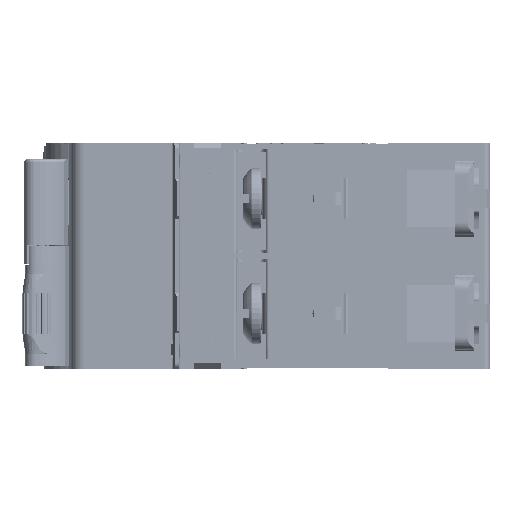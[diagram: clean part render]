
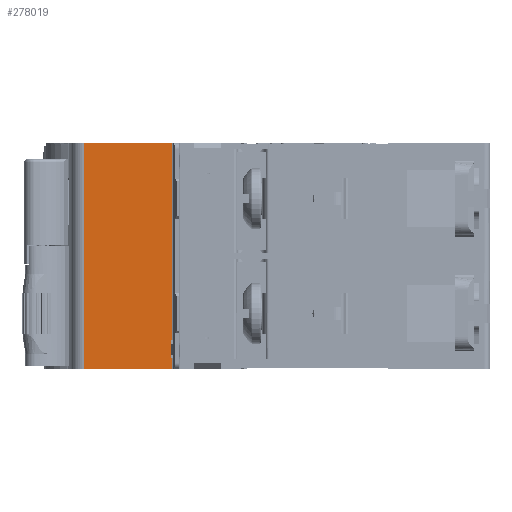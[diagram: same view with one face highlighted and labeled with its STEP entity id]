
A CAD part, left-side view. The second image highlights one B-rep face of the part: STEP entity #278019.
In plain terms, the highlighted planar face has unit normal (-1, 0, 0).
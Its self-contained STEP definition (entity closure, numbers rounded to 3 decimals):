
#4997 = CARTESIAN_POINT ( 'NONE',  ( 3.308, 52.809, -6.226 ) ) ;
#10119 = VERTEX_POINT ( 'NONE', #4997 ) ;
#15486 = DIRECTION ( 'NONE',  ( 0., 1., 0. ) ) ;
#17509 = DIRECTION ( 'NONE',  ( -1., 0., 0. ) ) ;
#18050 = ORIENTED_EDGE ( 'NONE', *, *, #139879, .F. ) ;
#20571 = LINE ( 'NONE', #301489, #294213 ) ;
#23830 = DIRECTION ( 'NONE',  ( 0., -1., 0. ) ) ;
#24908 = DIRECTION ( 'NONE',  ( 0., 0., -1. ) ) ;
#42301 = FACE_OUTER_BOUND ( 'NONE', #201639, .T. ) ;
#44327 = CARTESIAN_POINT ( 'NONE',  ( 3.308, 66.667, 29.374 ) ) ;
#72912 = CARTESIAN_POINT ( 'NONE',  ( 3.308, 66.667, -6.226 ) ) ;
#100142 = EDGE_CURVE ( 'NONE', #148481, #10119, #300928, .T. ) ;
#118299 = DIRECTION ( 'NONE',  ( 0., 1., 0. ) ) ;
#124167 = LINE ( 'NONE', #72912, #283504 ) ;
#127359 = CARTESIAN_POINT ( 'NONE',  ( 3.308, 52.809, 29.374 ) ) ;
#139879 = EDGE_CURVE ( 'NONE', #199791, #148481, #20571, .T. ) ;
#143091 = PLANE ( 'NONE',  #185238 ) ;
#148481 = VERTEX_POINT ( 'NONE', #240366 ) ;
#156502 = ORIENTED_EDGE ( 'NONE', *, *, #262262, .F. ) ;
#185238 = AXIS2_PLACEMENT_3D ( 'NONE', #243908, #17509, #118299 ) ;
#190595 = LINE ( 'NONE', #213800, #256656 ) ;
#199791 = VERTEX_POINT ( 'NONE', #44327 ) ;
#201639 = EDGE_LOOP ( 'NONE', ( #18050, #156502, #239207, #313721 ) ) ;
#213800 = CARTESIAN_POINT ( 'NONE',  ( 3.308, 52.809, -6.226 ) ) ;
#220049 = DIRECTION ( 'NONE',  ( 0., 0., 1. ) ) ;
#239207 = ORIENTED_EDGE ( 'NONE', *, *, #259454, .F. ) ;
#240366 = CARTESIAN_POINT ( 'NONE',  ( 3.308, 52.809, 29.374 ) ) ;
#243908 = CARTESIAN_POINT ( 'NONE',  ( 3.308, 66.941, -6.523 ) ) ;
#245491 = VERTEX_POINT ( 'NONE', #295025 ) ;
#256656 = VECTOR ( 'NONE', #15486, 1000. ) ;
#259454 = EDGE_CURVE ( 'NONE', #10119, #245491, #190595, .T. ) ;
#262262 = EDGE_CURVE ( 'NONE', #245491, #199791, #124167, .T. ) ;
#278019 = ADVANCED_FACE ( 'NONE', ( #42301 ), #143091, .T. ) ;
#283504 = VECTOR ( 'NONE', #220049, 1000. ) ;
#289099 = VECTOR ( 'NONE', #24908, 1000. ) ;
#294213 = VECTOR ( 'NONE', #23830, 1000. ) ;
#295025 = CARTESIAN_POINT ( 'NONE',  ( 3.308, 66.667, -6.226 ) ) ;
#300928 = LINE ( 'NONE', #127359, #289099 ) ;
#301489 = CARTESIAN_POINT ( 'NONE',  ( 3.308, 66.667, 29.374 ) ) ;
#313721 = ORIENTED_EDGE ( 'NONE', *, *, #100142, .F. ) ;
